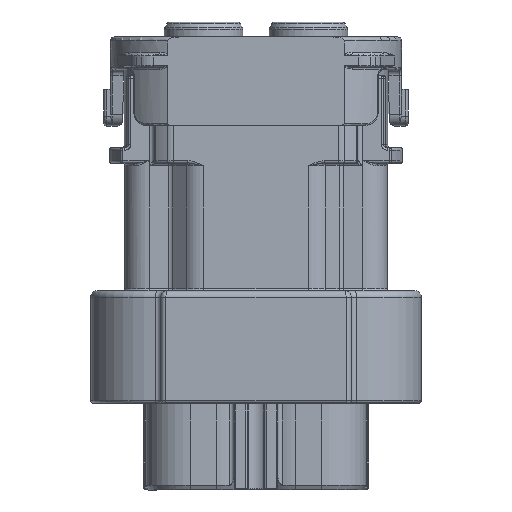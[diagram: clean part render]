
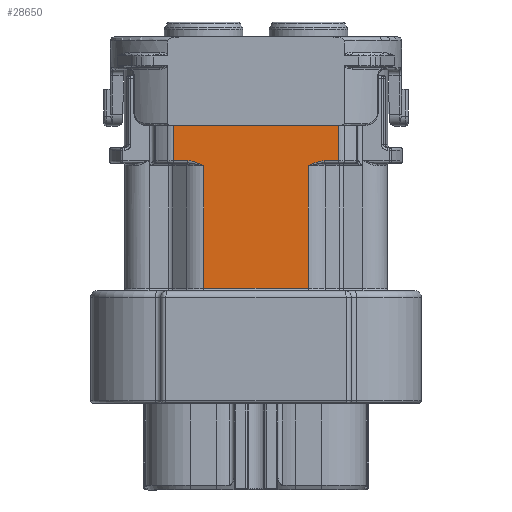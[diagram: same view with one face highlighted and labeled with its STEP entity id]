
A CAD part, front view. The second image highlights one B-rep face of the part: STEP entity #28650.
In plain terms, the highlighted planar face has unit normal (0, -1, 0).
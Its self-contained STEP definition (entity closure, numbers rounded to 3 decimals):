
#26386=B_SPLINE_CURVE_WITH_KNOTS('',3,(#108418,#108419,#108420,#108421,
#108422,#108423,#108424,#108425,#108426,#108427),.UNSPECIFIED.,.F.,.F.,
(4,3,3,4),(0.,0.399,0.994,1.),.UNSPECIFIED.);
#26387=B_SPLINE_CURVE_WITH_KNOTS('',3,(#108452,#108453,#108454,#108455,
#108456,#108457,#108458,#108459,#108460,#108461),.UNSPECIFIED.,.F.,.F.,
(4,3,3,4),(0.,0.006,0.601,1.),.UNSPECIFIED.);
#28650=ADVANCED_FACE('',(#32847),#30682,.F.);
#30682=PLANE('',#75115);
#32847=FACE_OUTER_BOUND('',#35953,.T.);
#35953=EDGE_LOOP('',(#45717,#45718,#45719,#45720,#45721,#45722,#45723,#45724,
#45725,#45726));
#45717=ORIENTED_EDGE('',*,*,#61199,.T.);
#45718=ORIENTED_EDGE('',*,*,#61025,.T.);
#45719=ORIENTED_EDGE('',*,*,#61023,.T.);
#45720=ORIENTED_EDGE('',*,*,#61022,.T.);
#45721=ORIENTED_EDGE('',*,*,#61021,.T.);
#45722=ORIENTED_EDGE('',*,*,#61020,.T.);
#45723=ORIENTED_EDGE('',*,*,#61019,.T.);
#45724=ORIENTED_EDGE('',*,*,#61018,.T.);
#45725=ORIENTED_EDGE('',*,*,#61188,.T.);
#45726=ORIENTED_EDGE('',*,*,#61205,.T.);
#54726=VERTEX_POINT('',#107650);
#54728=VERTEX_POINT('',#107657);
#54730=VERTEX_POINT('',#107664);
#54731=VERTEX_POINT('',#107670);
#54888=VERTEX_POINT('',#108406);
#54889=VERTEX_POINT('',#108417);
#54890=VERTEX_POINT('',#108449);
#54891=VERTEX_POINT('',#108462);
#54996=VERTEX_POINT('',#108944);
#55001=VERTEX_POINT('',#108963);
#61018=EDGE_CURVE('',#54888,#54889,#26386,.T.);
#61019=EDGE_CURVE('',#54726,#54888,#66501,.T.);
#61020=EDGE_CURVE('',#54728,#54726,#66502,.T.);
#61021=EDGE_CURVE('',#54730,#54728,#66503,.T.);
#61022=EDGE_CURVE('',#54731,#54730,#66504,.T.);
#61023=EDGE_CURVE('',#54890,#54731,#66505,.T.);
#61025=EDGE_CURVE('',#54891,#54890,#26387,.T.);
#61188=EDGE_CURVE('',#54889,#54996,#66586,.T.);
#61199=EDGE_CURVE('',#55001,#54891,#66594,.T.);
#61205=EDGE_CURVE('',#54996,#55001,#66599,.T.);
#66501=LINE('',#108440,#70380);
#66502=LINE('',#108442,#70381);
#66503=LINE('',#108444,#70382);
#66504=LINE('',#108446,#70383);
#66505=LINE('',#108448,#70384);
#66586=LINE('',#108945,#70465);
#66594=LINE('',#108966,#70473);
#66599=LINE('',#108978,#70478);
#70380=VECTOR('',#85194,1.);
#70381=VECTOR('',#85197,1.);
#70382=VECTOR('',#85200,1.);
#70383=VECTOR('',#85203,1.);
#70384=VECTOR('',#85206,1.);
#70465=VECTOR('',#85535,1.);
#70473=VECTOR('',#85557,1.);
#70478=VECTOR('',#85572,1.);
#75115=AXIS2_PLACEMENT_3D('',#108979,#85573,#85574);
#85194=DIRECTION('',(1.,0.,0.));
#85197=DIRECTION('',(0.,0.,-1.));
#85200=DIRECTION('',(-1.,0.,0.));
#85203=DIRECTION('',(0.,0.,1.));
#85206=DIRECTION('',(1.,0.,0.));
#85535=DIRECTION('',(0.,0.,-1.));
#85557=DIRECTION('',(0.,0.,1.));
#85572=DIRECTION('',(1.,0.,0.));
#85573=DIRECTION('',(0.,1.,0.));
#85574=DIRECTION('',(-1.,0.,0.));
#107650=CARTESIAN_POINT('',(-6.292,-11.5,10.07));
#107657=CARTESIAN_POINT('',(-6.292,-11.5,18.));
#107664=CARTESIAN_POINT('',(6.292,-11.5,18.));
#107670=CARTESIAN_POINT('',(6.292,-11.5,10.07));
#108406=CARTESIAN_POINT('',(-5.19,-11.5,10.07));
#108417=CARTESIAN_POINT('',(-3.974,-11.5,9.67));
#108418=CARTESIAN_POINT('',(-5.19,-11.5,10.07));
#108419=CARTESIAN_POINT('',(-5.019,-11.5,10.07));
#108420=CARTESIAN_POINT('',(-4.848,-11.5,10.032));
#108421=CARTESIAN_POINT('',(-4.685,-11.5,9.98));
#108422=CARTESIAN_POINT('',(-4.442,-11.5,9.901));
#108423=CARTESIAN_POINT('',(-4.211,-11.5,9.787));
#108424=CARTESIAN_POINT('',(-3.981,-11.5,9.674));
#108425=CARTESIAN_POINT('',(-3.979,-11.5,9.672));
#108426=CARTESIAN_POINT('',(-3.976,-11.5,9.671));
#108427=CARTESIAN_POINT('',(-3.974,-11.5,9.67));
#108440=CARTESIAN_POINT('',(-3.867,-11.5,10.07));
#108442=CARTESIAN_POINT('',(-6.292,-11.5,9.87));
#108444=CARTESIAN_POINT('',(0.25,-11.5,18.));
#108446=CARTESIAN_POINT('',(6.292,-11.5,18.1));
#108448=CARTESIAN_POINT('',(0.25,-11.5,10.07));
#108449=CARTESIAN_POINT('',(5.19,-11.5,10.07));
#108452=CARTESIAN_POINT('',(3.974,-11.5,9.67));
#108453=CARTESIAN_POINT('',(3.976,-11.5,9.671));
#108454=CARTESIAN_POINT('',(3.979,-11.5,9.672));
#108455=CARTESIAN_POINT('',(3.981,-11.5,9.674));
#108456=CARTESIAN_POINT('',(4.211,-11.5,9.787));
#108457=CARTESIAN_POINT('',(4.442,-11.5,9.901));
#108458=CARTESIAN_POINT('',(4.685,-11.5,9.98));
#108459=CARTESIAN_POINT('',(4.848,-11.5,10.032));
#108460=CARTESIAN_POINT('',(5.019,-11.5,10.07));
#108461=CARTESIAN_POINT('',(5.19,-11.5,10.07));
#108462=CARTESIAN_POINT('',(3.974,-11.5,9.67));
#108944=CARTESIAN_POINT('',(-3.974,-11.5,0.35));
#108945=CARTESIAN_POINT('',(-3.974,-11.5,0.15));
#108963=CARTESIAN_POINT('',(3.974,-11.5,0.35));
#108966=CARTESIAN_POINT('',(3.974,-11.5,9.87));
#108978=CARTESIAN_POINT('',(3.974,-11.5,0.35));
#108979=CARTESIAN_POINT('',(0.25,-11.5,-42.597));
